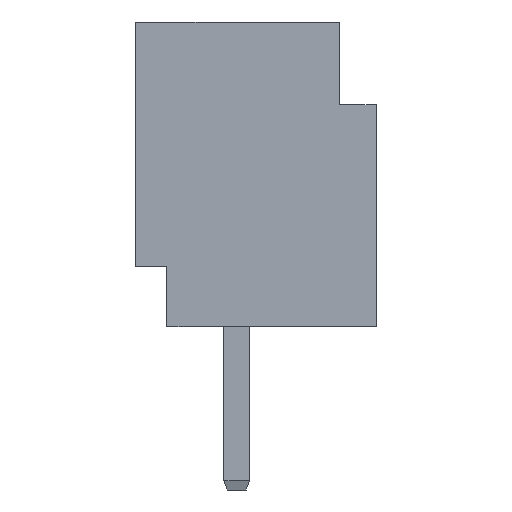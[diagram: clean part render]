
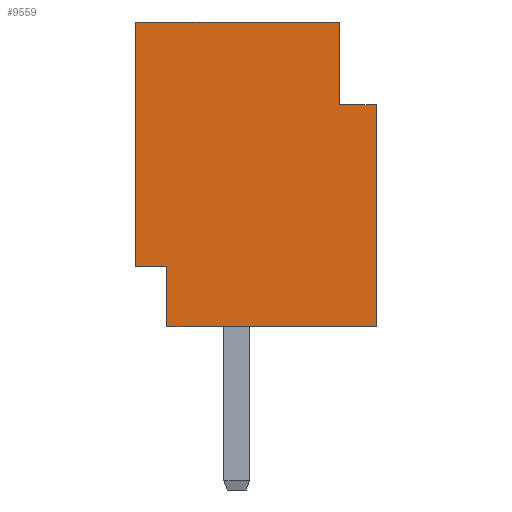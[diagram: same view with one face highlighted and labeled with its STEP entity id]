
A CAD part, left-side view. The second image highlights one B-rep face of the part: STEP entity #9559.
In plain terms, the highlighted planar face has unit normal (-1, 0, 0).
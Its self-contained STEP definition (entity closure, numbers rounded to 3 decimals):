
#471=ORIENTED_EDGE('',*,*,#2313,.T.);
#472=ORIENTED_EDGE('',*,*,#2391,.T.);
#473=ORIENTED_EDGE('',*,*,#2409,.T.);
#474=ORIENTED_EDGE('',*,*,#2410,.F.);
#475=ORIENTED_EDGE('',*,*,#2302,.F.);
#476=ORIENTED_EDGE('',*,*,#2402,.F.);
#477=ORIENTED_EDGE('',*,*,#2411,.F.);
#478=ORIENTED_EDGE('',*,*,#2412,.T.);
#2302=EDGE_CURVE('',#3276,#3277,#3896,.T.);
#2313=EDGE_CURVE('',#3287,#3286,#3907,.T.);
#2391=EDGE_CURVE('',#3286,#3360,#3985,.T.);
#2402=EDGE_CURVE('',#3368,#3276,#3996,.T.);
#2409=EDGE_CURVE('',#3360,#3373,#4003,.T.);
#2410=EDGE_CURVE('',#3277,#3373,#4004,.T.);
#2411=EDGE_CURVE('',#3374,#3368,#4005,.T.);
#2412=EDGE_CURVE('',#3374,#3287,#4006,.T.);
#3276=VERTEX_POINT('',#11869);
#3277=VERTEX_POINT('',#11871);
#3286=VERTEX_POINT('',#11892);
#3287=VERTEX_POINT('',#11894);
#3360=VERTEX_POINT('',#12047);
#3368=VERTEX_POINT('',#12069);
#3373=VERTEX_POINT('',#12084);
#3374=VERTEX_POINT('',#12087);
#3896=LINE('',#11870,#4606);
#3907=LINE('',#11893,#4617);
#3985=LINE('',#12048,#4695);
#3996=LINE('',#12070,#4706);
#4003=LINE('',#12083,#4713);
#4004=LINE('',#12085,#4714);
#4005=LINE('',#12086,#4715);
#4006=LINE('',#12088,#4716);
#4606=VECTOR('',#10388,1000.);
#4617=VECTOR('',#10403,1000.);
#4695=VECTOR('',#10487,1000.);
#4706=VECTOR('',#10504,1000.);
#4713=VECTOR('',#10515,1000.);
#4714=VECTOR('',#10516,1000.);
#4715=VECTOR('',#10517,1000.);
#4716=VECTOR('',#10518,1000.);
#5329=EDGE_LOOP('',(#471,#472,#473,#474,#475,#476,#477,#478));
#5789=FACE_BOUND('',#5329,.T.);
#6237=PLANE('',#10004);
#9559=ADVANCED_FACE('',(#5789),#6237,.T.);
#10004=AXIS2_PLACEMENT_3D('',#12082,#10513,#10514);
#10388=DIRECTION('',(0.,0.,-1.));
#10403=DIRECTION('',(0.,0.,-1.));
#10487=DIRECTION('',(0.,-1.,0.));
#10504=DIRECTION('',(0.,-1.,0.));
#10513=DIRECTION('',(-1.,0.,0.));
#10514=DIRECTION('',(0.,0.,1.));
#10515=DIRECTION('',(0.,0.,-1.));
#10516=DIRECTION('',(0.,1.,0.));
#10517=DIRECTION('',(0.,0.,-1.));
#10518=DIRECTION('',(0.,1.,0.));
#11869=CARTESIAN_POINT('',(-8.373,-1.93,3.073));
#11870=CARTESIAN_POINT('',(-8.373,-1.93,1.27));
#11871=CARTESIAN_POINT('',(-8.373,-1.93,0.));
#11892=CARTESIAN_POINT('',(-8.373,1.397,0.838));
#11893=CARTESIAN_POINT('',(-8.373,1.397,1.27));
#11894=CARTESIAN_POINT('',(-8.373,1.397,4.216));
#12047=CARTESIAN_POINT('',(-8.373,0.965,0.838));
#12048=CARTESIAN_POINT('',(-8.373,1.397,0.838));
#12069=CARTESIAN_POINT('',(-8.373,-1.422,3.073));
#12070=CARTESIAN_POINT('',(-8.373,-1.422,3.073));
#12082=CARTESIAN_POINT('',(-8.373,-1.93,1.27));
#12083=CARTESIAN_POINT('',(-8.373,0.965,0.838));
#12084=CARTESIAN_POINT('',(-8.373,0.965,0.));
#12085=CARTESIAN_POINT('',(-8.373,-1.93,0.));
#12086=CARTESIAN_POINT('',(-8.373,-1.422,4.216));
#12087=CARTESIAN_POINT('',(-8.373,-1.422,4.216));
#12088=CARTESIAN_POINT('',(-8.373,-1.93,4.216));
